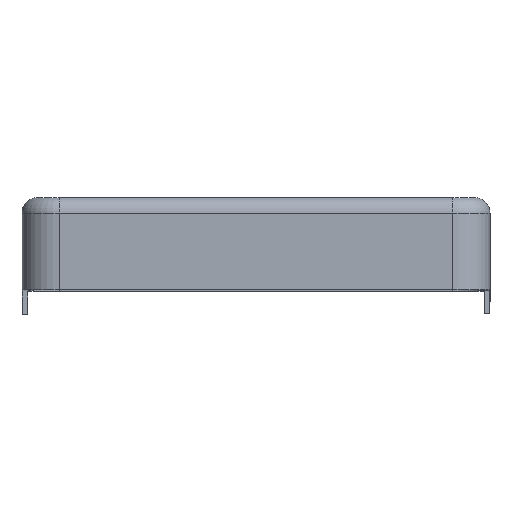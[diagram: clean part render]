
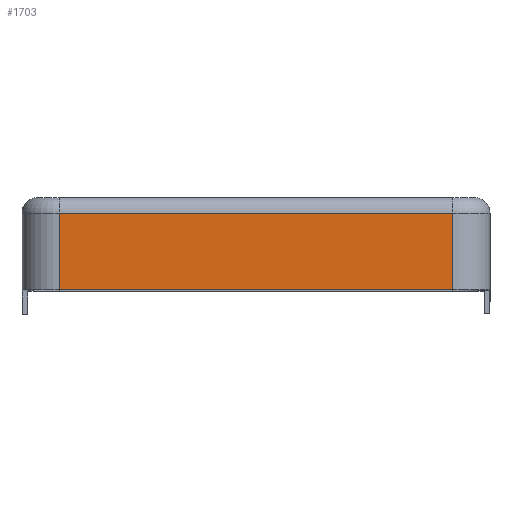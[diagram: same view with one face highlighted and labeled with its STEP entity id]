
A CAD part, top view. The second image highlights one B-rep face of the part: STEP entity #1703.
In plain terms, the highlighted planar face has unit normal (0, 0, 1).
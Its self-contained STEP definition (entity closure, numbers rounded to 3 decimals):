
#62 = CARTESIAN_POINT ( 'NONE',  ( -10., -4.7, 16.15 ) ) ;
#76 = DIRECTION ( 'NONE',  ( 1., 0., 0. ) ) ;
#180 = EDGE_LOOP ( 'NONE', ( #2242, #2332, #2710, #1253 ) ) ;
#193 = EDGE_CURVE ( 'NONE', #2427, #1815, #768, .T. ) ;
#212 = EDGE_CURVE ( 'NONE', #732, #2427, #963, .T. ) ;
#217 = CARTESIAN_POINT ( 'NONE',  ( 10., 0., 16.15 ) ) ;
#229 = DIRECTION ( 'NONE',  ( 0., 0., 1. ) ) ;
#351 = LINE ( 'NONE', #62, #869 ) ;
#414 = PLANE ( 'NONE',  #899 ) ;
#428 = EDGE_CURVE ( 'NONE', #1727, #1815, #351, .T. ) ;
#444 = DIRECTION ( 'NONE',  ( 0., -1., 0. ) ) ;
#732 = VERTEX_POINT ( 'NONE', #2234 ) ;
#768 = LINE ( 'NONE', #217, #904 ) ;
#797 = CARTESIAN_POINT ( 'NONE',  ( 10., -0.8, 16.15 ) ) ;
#864 = CARTESIAN_POINT ( 'NONE',  ( -10., 0., 16.15 ) ) ;
#869 = VECTOR ( 'NONE', #76, 1000. ) ;
#888 = CARTESIAN_POINT ( 'NONE',  ( -10., -0.8, 16.15 ) ) ;
#899 = AXIS2_PLACEMENT_3D ( 'NONE', #2509, #229, #1591 ) ;
#904 = VECTOR ( 'NONE', #444, 1000. ) ;
#956 = CARTESIAN_POINT ( 'NONE',  ( 10., -4.7, 16.15 ) ) ;
#963 = LINE ( 'NONE', #888, #1419 ) ;
#1021 = LINE ( 'NONE', #864, #1089 ) ;
#1089 = VECTOR ( 'NONE', #2617, 1000. ) ;
#1253 = ORIENTED_EDGE ( 'NONE', *, *, #2913, .T. ) ;
#1354 = CARTESIAN_POINT ( 'NONE',  ( -10., -4.7, 16.15 ) ) ;
#1419 = VECTOR ( 'NONE', #2261, 1000. ) ;
#1591 = DIRECTION ( 'NONE',  ( 1., 0., 0. ) ) ;
#1703 = ADVANCED_FACE ( 'NONE', ( #1909 ), #414, .T. ) ;
#1727 = VERTEX_POINT ( 'NONE', #1354 ) ;
#1815 = VERTEX_POINT ( 'NONE', #956 ) ;
#1909 = FACE_OUTER_BOUND ( 'NONE', #180, .T. ) ;
#2234 = CARTESIAN_POINT ( 'NONE',  ( -10., -0.8, 16.15 ) ) ;
#2242 = ORIENTED_EDGE ( 'NONE', *, *, #428, .T. ) ;
#2261 = DIRECTION ( 'NONE',  ( 1., 0., 0. ) ) ;
#2332 = ORIENTED_EDGE ( 'NONE', *, *, #193, .F. ) ;
#2427 = VERTEX_POINT ( 'NONE', #797 ) ;
#2509 = CARTESIAN_POINT ( 'NONE',  ( -10., 0., 16.15 ) ) ;
#2617 = DIRECTION ( 'NONE',  ( 0., -1., 0. ) ) ;
#2710 = ORIENTED_EDGE ( 'NONE', *, *, #212, .F. ) ;
#2913 = EDGE_CURVE ( 'NONE', #732, #1727, #1021, .T. ) ;
